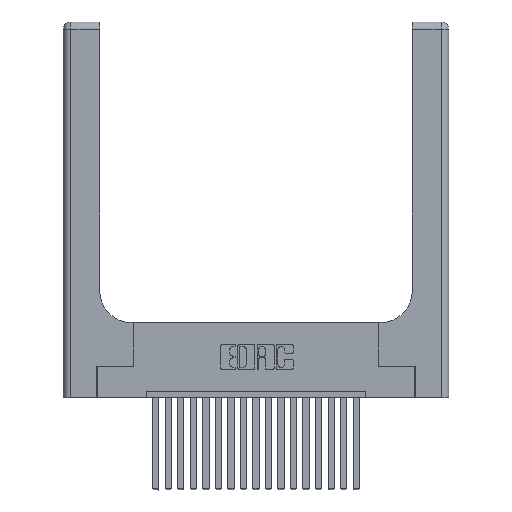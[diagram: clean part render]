
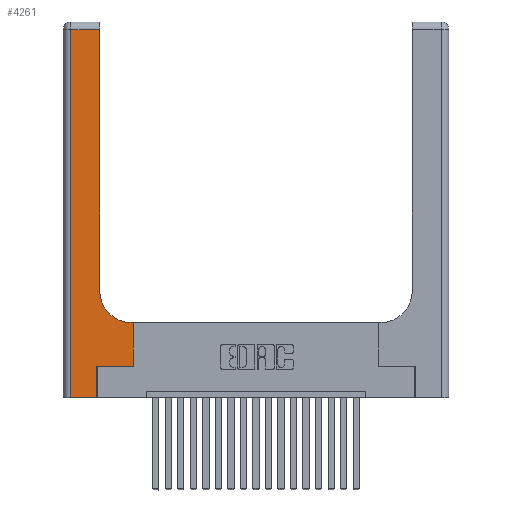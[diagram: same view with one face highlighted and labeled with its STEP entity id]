
A CAD part, top view. The second image highlights one B-rep face of the part: STEP entity #4261.
In plain terms, the highlighted planar face has unit normal (0, 0, 1).
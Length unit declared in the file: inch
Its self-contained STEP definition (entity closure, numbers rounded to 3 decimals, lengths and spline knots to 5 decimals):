
#322 = DIRECTION ( 'NONE',  ( -1., 0., 0. ) ) ;
#754 = EDGE_CURVE ( 'NONE', #2994, #16662, #8090, .T. ) ;
#1196 = VERTEX_POINT ( 'NONE', #15469 ) ;
#1430 = VERTEX_POINT ( 'NONE', #11406 ) ;
#1436 = ORIENTED_EDGE ( 'NONE', *, *, #15811, .T. ) ;
#1476 = VECTOR ( 'NONE', #2238, 39.37008 ) ;
#1783 = LINE ( 'NONE', #7453, #16042 ) ;
#1881 = ORIENTED_EDGE ( 'NONE', *, *, #11604, .T. ) ;
#1899 = CARTESIAN_POINT ( 'NONE',  ( 0.06, 0., 0.37 ) ) ;
#1969 = CARTESIAN_POINT ( 'NONE',  ( 0.06, 2.94, 0.37 ) ) ;
#2238 = DIRECTION ( 'NONE',  ( 1., 0., 0. ) ) ;
#2264 = ORIENTED_EDGE ( 'NONE', *, *, #3767, .T. ) ;
#2311 = LINE ( 'NONE', #4466, #3311 ) ;
#2471 = CARTESIAN_POINT ( 'NONE',  ( 0.269, 0.25, 0.37 ) ) ;
#2599 = CARTESIAN_POINT ( 'NONE',  ( 0.5585, 0.25, 0.37 ) ) ;
#2994 = VERTEX_POINT ( 'NONE', #8236 ) ;
#3102 = VECTOR ( 'NONE', #20032, 39.37008 ) ;
#3311 = VECTOR ( 'NONE', #4617, 39.37008 ) ;
#3329 = AXIS2_PLACEMENT_3D ( 'NONE', #16311, #8407, #19572 ) ;
#3673 = PLANE ( 'NONE',  #5330 ) ;
#3767 = EDGE_CURVE ( 'NONE', #1196, #18608, #15955, .T. ) ;
#4232 = VECTOR ( 'NONE', #15776, 39.37008 ) ;
#4251 = ORIENTED_EDGE ( 'NONE', *, *, #8974, .T. ) ;
#4261 = ADVANCED_FACE ( 'NONE', ( #7526 ), #3673, .F. ) ;
#4466 = CARTESIAN_POINT ( 'NONE',  ( 0., 0., 0.37 ) ) ;
#4617 = DIRECTION ( 'NONE',  ( 1., 0., 0. ) ) ;
#4993 = ORIENTED_EDGE ( 'NONE', *, *, #15120, .T. ) ;
#5330 = AXIS2_PLACEMENT_3D ( 'NONE', #10122, #11759, #18380 ) ;
#5794 = VERTEX_POINT ( 'NONE', #1899 ) ;
#6338 = CARTESIAN_POINT ( 'NONE',  ( 0.2915, 3., 0.37 ) ) ;
#6612 = VECTOR ( 'NONE', #7019, 39.37008 ) ;
#7019 = DIRECTION ( 'NONE',  ( -1., 0., 0. ) ) ;
#7453 = CARTESIAN_POINT ( 'NONE',  ( 0.06, 3., 0.37 ) ) ;
#7526 = FACE_OUTER_BOUND ( 'NONE', #13241, .T. ) ;
#7748 = VERTEX_POINT ( 'NONE', #1969 ) ;
#8035 = CARTESIAN_POINT ( 'NONE',  ( 0.2915, 0.6, 0.37 ) ) ;
#8090 = LINE ( 'NONE', #2599, #4232 ) ;
#8236 = CARTESIAN_POINT ( 'NONE',  ( 0.5585, 0.25, 0.37 ) ) ;
#8407 = DIRECTION ( 'NONE',  ( 0., 0., -1. ) ) ;
#8629 = LINE ( 'NONE', #20414, #1476 ) ;
#8674 = VERTEX_POINT ( 'NONE', #12909 ) ;
#8974 = EDGE_CURVE ( 'NONE', #8674, #18590, #21034, .T. ) ;
#9350 = VECTOR ( 'NONE', #15269, 39.37008 ) ;
#9416 = LINE ( 'NONE', #8035, #13746 ) ;
#9949 = LINE ( 'NONE', #14892, #6612 ) ;
#10122 = CARTESIAN_POINT ( 'NONE',  ( 0., 3., 0.37 ) ) ;
#10369 = ORIENTED_EDGE ( 'NONE', *, *, #754, .T. ) ;
#10783 = EDGE_CURVE ( 'NONE', #18608, #7748, #9949, .T. ) ;
#11406 = CARTESIAN_POINT ( 'NONE',  ( 0.5415, 0.6, 0.37 ) ) ;
#11604 = EDGE_CURVE ( 'NONE', #16662, #1430, #9416, .T. ) ;
#11759 = DIRECTION ( 'NONE',  ( 0., 0., -1. ) ) ;
#12909 = CARTESIAN_POINT ( 'NONE',  ( 0.269, 0., 0.37 ) ) ;
#13241 = EDGE_LOOP ( 'NONE', ( #2264, #17026, #1436, #4993, #4251, #20159, #10369, #1881, #13823 ) ) ;
#13543 = CARTESIAN_POINT ( 'NONE',  ( 0.269, 0., 0.37 ) ) ;
#13746 = VECTOR ( 'NONE', #322, 39.37008 ) ;
#13823 = ORIENTED_EDGE ( 'NONE', *, *, #20109, .T. ) ;
#14892 = CARTESIAN_POINT ( 'NONE',  ( 0., 2.94, 0.37 ) ) ;
#14928 = CARTESIAN_POINT ( 'NONE',  ( 0.5585, 0.6, 0.37 ) ) ;
#15120 = EDGE_CURVE ( 'NONE', #5794, #8674, #2311, .T. ) ;
#15269 = DIRECTION ( 'NONE',  ( 0., 1., 0. ) ) ;
#15469 = CARTESIAN_POINT ( 'NONE',  ( 0.2915, 0.85, 0.37 ) ) ;
#15524 = DIRECTION ( 'NONE',  ( 0., -1., 0. ) ) ;
#15776 = DIRECTION ( 'NONE',  ( 0., 1., 0. ) ) ;
#15811 = EDGE_CURVE ( 'NONE', #7748, #5794, #1783, .T. ) ;
#15955 = LINE ( 'NONE', #6338, #9350 ) ;
#16042 = VECTOR ( 'NONE', #15524, 39.37008 ) ;
#16311 = CARTESIAN_POINT ( 'NONE',  ( 0.5415, 0.85, 0.37 ) ) ;
#16662 = VERTEX_POINT ( 'NONE', #14928 ) ;
#16806 = EDGE_CURVE ( 'NONE', #18590, #2994, #8629, .T. ) ;
#17026 = ORIENTED_EDGE ( 'NONE', *, *, #10783, .T. ) ;
#18380 = DIRECTION ( 'NONE',  ( -1., 0., 0. ) ) ;
#18590 = VERTEX_POINT ( 'NONE', #2471 ) ;
#18608 = VERTEX_POINT ( 'NONE', #18933 ) ;
#18933 = CARTESIAN_POINT ( 'NONE',  ( 0.2915, 2.94, 0.37 ) ) ;
#18965 = CIRCLE ( 'NONE', #3329, 0.25 ) ;
#19572 = DIRECTION ( 'NONE',  ( 1., 0., 0. ) ) ;
#20032 = DIRECTION ( 'NONE',  ( 0., 1., 0. ) ) ;
#20109 = EDGE_CURVE ( 'NONE', #1430, #1196, #18965, .T. ) ;
#20159 = ORIENTED_EDGE ( 'NONE', *, *, #16806, .T. ) ;
#20414 = CARTESIAN_POINT ( 'NONE',  ( 0.269, 0.25, 0.37 ) ) ;
#21034 = LINE ( 'NONE', #13543, #3102 ) ;
